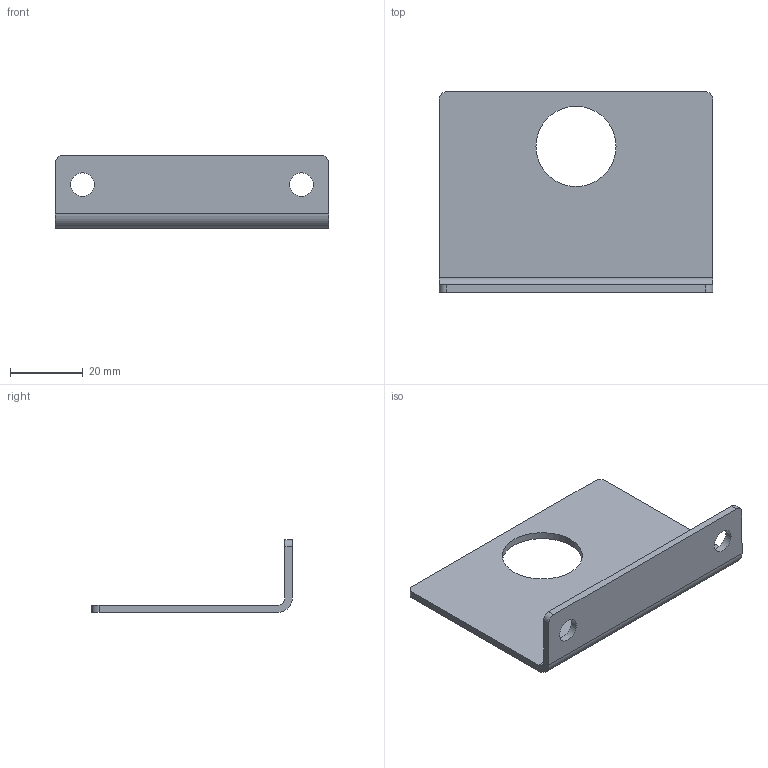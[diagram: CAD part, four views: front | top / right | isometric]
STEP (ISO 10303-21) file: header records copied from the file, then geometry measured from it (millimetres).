
FILE_DESCRIPTION((''),'2;1');
FILE_NAME('2082_Befestigungswinkel_75mm.stp','2011-12-05T10:38:46',('pascalzweiacker'),(''),'Autodesk Inventor 2012','Autodesk Inventor 2012','');
FILE_SCHEMA(('AUTOMOTIVE_DESIGN { 1 0 10303 214 1 1 1 1 }'));
Length unit declared in the file: millimetre
Products named in the file (2): 2082_Befestigungswinkel_75mm; 0604131_Befestigungswinkel_75mm
Assembly tree (1 placements, depth 2):
  2082_Befestigungswinkel_75mm
    0604131_Befestigungswinkel_75mm
Bounding box: 75 x 55 x 20 mm (x, y, z)
Volume: 9857 mm3; surface area: 10656.9 mm2
Topology: 1 solids, 1 shells, 17 faces, 48 edges, 33 vertices
Faces by surface type: cylinder 9, plane 8
Full cylindrical faces by diameter (mm): 6.5 x2, 22 x1
Entity records: 586 total; most frequent: DIRECTION 100, CARTESIAN_POINT 92, ORIENTED_EDGE 84, EDGE_CURVE 42, AXIS2_PLACEMENT_3D 38, VERTEX_POINT 30, EDGE_LOOP 26, VECTOR 24
